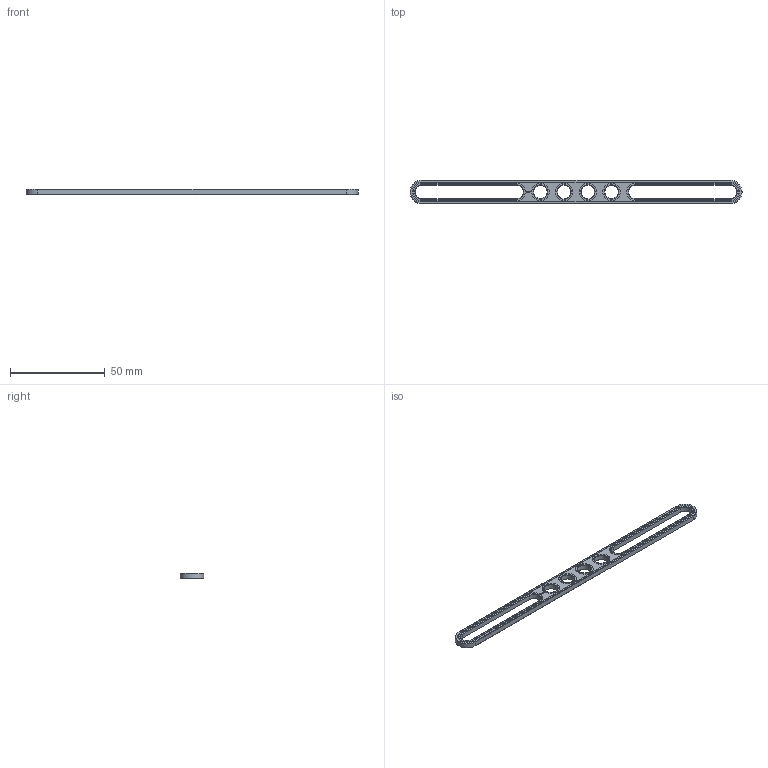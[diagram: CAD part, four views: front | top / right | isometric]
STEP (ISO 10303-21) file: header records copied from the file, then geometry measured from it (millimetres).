
FILE_DESCRIPTION(('FreeCAD Model'),'2;1');
FILE_NAME('Open CASCADE Shape Model','2023-01-08T23:22:46',(''),(''), 'Open CASCADE STEP processor 7.6','FreeCAD','Unknown');
FILE_SCHEMA(('AUTOMOTIVE_DESIGN { 1 0 10303 214 1 1 1 1 }'));
Length unit declared in the file: millimetre
Products named in the file (1): Brace STR SLT BE ERR BU14x01x00.25x05 - SPN-BRC-0326 (stemfie.org)
Bounding box: 175 x 12.5 x 3.12 mm (x, y, z)
Volume: 3671.5 mm3; surface area: 4525.4 mm2
Topology: 1 solids, 1 shells, 611 faces, 1679 edges, 1110 vertices
Faces by surface type: plane 343, extrusion 228, cone 20, cylinder 20
Full cylindrical faces by diameter (mm): 7 x4, 9.2 x4
Entity records: 42810 total; most frequent: CARTESIAN_POINT 10997, DIRECTION 4945, VECTOR 4015, LINE 3787, ORIENTED_EDGE 3358, PCURVE 3358, DEFINITIONAL_REPRESENTATION 3358, EDGE_CURVE 1679
